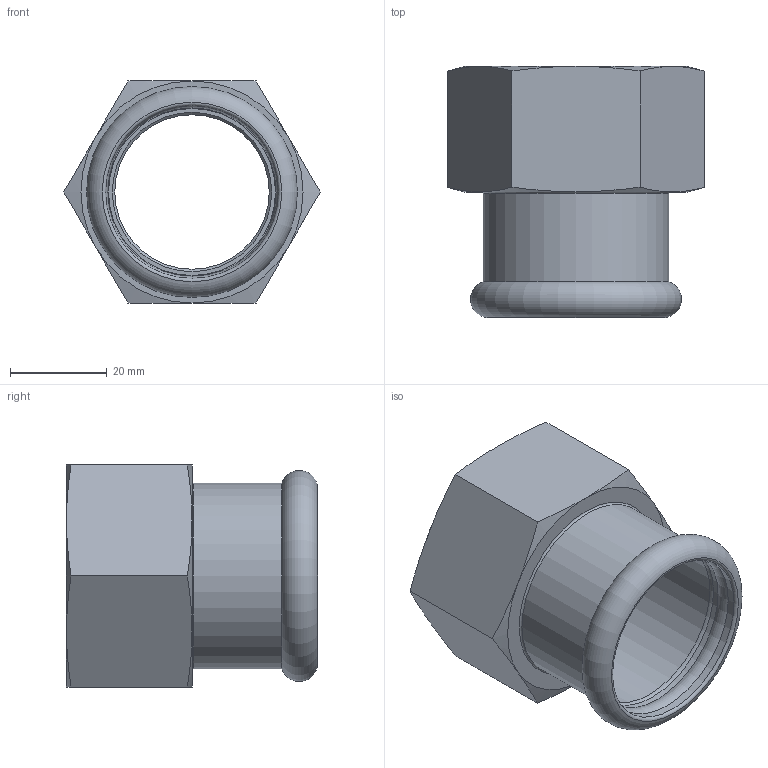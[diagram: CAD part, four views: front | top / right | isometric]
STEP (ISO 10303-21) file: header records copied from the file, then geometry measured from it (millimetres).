
FILE_DESCRIPTION(/* description */ ('MANICOTTO FILETTATO FEMMINA 35x11/4"'),/* implementation_level */ '2;1');
FILE_NAME(/* name */ '390114035_Steelpres.stp',/* time_stamp */ '2022-10-21T16:44:27+02:00',/* author */ ('Vault'),/* organization */ ('Raccorderie metalliche s.p.a. '),/* preprocessor_version */ 'ST-DEVELOPER v18.1',/* originating_system */ 'Autodesk Inventor 2020',/* authorisation */ 'Raccorderie metalliche s.p.a. ');
FILE_SCHEMA (('AUTOMOTIVE_DESIGN { 1 0 10303 214 3 1 1 }'));
Length unit declared in the file: millimetre
Products named in the file (1): 390114035_Steelpres
Bounding box: 53.12 x 52 x 46 mm (x, y, z)
Volume: 22606 mm3; surface area: 15852.3 mm2
Topology: 1 solids, 1 shells, 38 faces, 93 edges, 59 vertices
Faces by surface type: cone 15, plane 10, cylinder 7, torus 6
Full cylindrical faces by diameter (mm): 32 x1, 35.4 x1, 35.8 x2, 38.4 x1, 38.952 x1, 43 x1
Entity records: 1159 total; most frequent: CARTESIAN_POINT 239, DIRECTION 200, ORIENTED_EDGE 186, EDGE_CURVE 93, AXIS2_PLACEMENT_3D 92, VERTEX_POINT 59, CIRCLE 53, EDGE_LOOP 42
